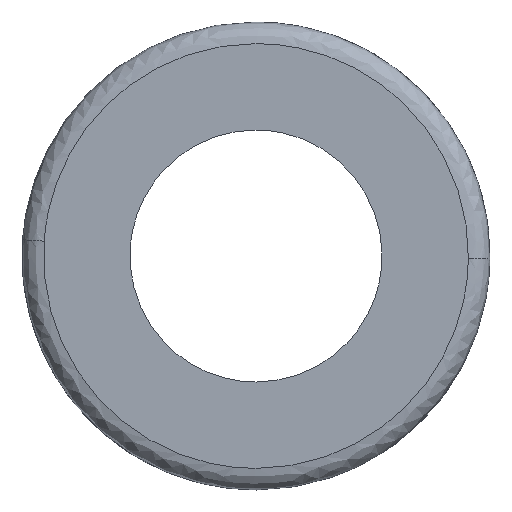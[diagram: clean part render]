
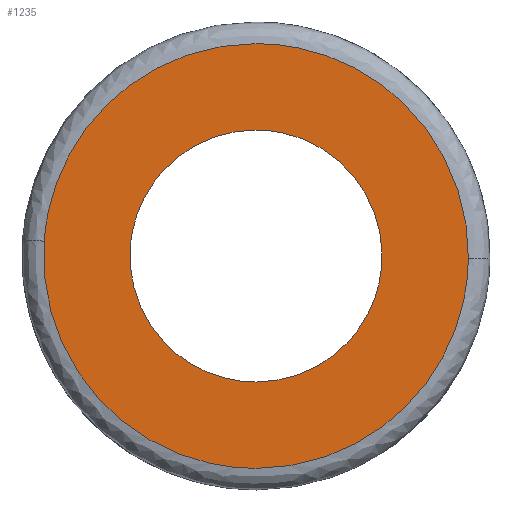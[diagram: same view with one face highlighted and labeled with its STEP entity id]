
A CAD part, front view. The second image highlights one B-rep face of the part: STEP entity #1235.
In plain terms, the highlighted free-form (B-spline) face has degree [1, 1] with [2, 2] control points.
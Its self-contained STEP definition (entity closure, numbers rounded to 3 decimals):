
#705=CARTESIAN_POINT('',(3.476,0.,-0.413));
#706=VERTEX_POINT('',#705);
#712=CARTESIAN_POINT('',(0.0,0.,3.5));
#713=VERTEX_POINT('',#712);
#714=CARTESIAN_POINT('',(3.476,0.,-0.413));
#715=CARTESIAN_POINT('',(3.5,0.,-0.207));
#716=CARTESIAN_POINT('',(3.5,0.,0.));
#717=CARTESIAN_POINT('',(3.5,0.,3.5));
#718=CARTESIAN_POINT('',(0.0,0.,3.5));
#726=(BOUNDED_CURVE()B_SPLINE_CURVE(2,(#714,#715,#716,#717,#718),.UNSPECIFIED.,.F.,.U.)B_SPLINE_CURVE_WITH_KNOTS((3,2,3),(0.23,0.25,0.5),.UNSPECIFIED.)CURVE()GEOMETRIC_REPRESENTATION_ITEM()RATIONAL_B_SPLINE_CURVE((0.956,0.976,1.0,0.707,1.0))REPRESENTATION_ITEM(''));
#727=EDGE_CURVE('',#706,#713,#726,.T.);
#729=CARTESIAN_POINT('',(-3.493,0.,0.214));
#730=VERTEX_POINT('',#729);
#731=CARTESIAN_POINT('',(0.0,0.,3.5));
#732=CARTESIAN_POINT('',(-3.292,0.,3.5));
#733=CARTESIAN_POINT('',(-3.493,0.,0.214));
#741=(BOUNDED_CURVE()B_SPLINE_CURVE(2,(#731,#732,#733),.UNSPECIFIED.,.F.,.U.)B_SPLINE_CURVE_WITH_KNOTS((3,3),(0.5,0.739),.UNSPECIFIED.)CURVE()GEOMETRIC_REPRESENTATION_ITEM()RATIONAL_B_SPLINE_CURVE((1.0,0.72,0.976))REPRESENTATION_ITEM(''));
#742=EDGE_CURVE('',#713,#730,#741,.T.);
#820=CARTESIAN_POINT('',(0.0,0.,-3.5));
#821=VERTEX_POINT('',#820);
#822=CARTESIAN_POINT('',(-3.493,0.,0.214));
#823=CARTESIAN_POINT('',(-3.5,0.,0.107));
#824=CARTESIAN_POINT('',(-3.5,0.,0.));
#825=CARTESIAN_POINT('',(-3.5,0.,-3.5));
#826=CARTESIAN_POINT('',(0.0,0.,-3.5));
#834=(BOUNDED_CURVE()B_SPLINE_CURVE(2,(#822,#823,#824,#825,#826),.UNSPECIFIED.,.F.,.U.)B_SPLINE_CURVE_WITH_KNOTS((3,2,3),(0.739,0.75,1.0),.UNSPECIFIED.)CURVE()GEOMETRIC_REPRESENTATION_ITEM()RATIONAL_B_SPLINE_CURVE((0.976,0.988,1.0,0.707,1.0))REPRESENTATION_ITEM(''));
#835=EDGE_CURVE('',#730,#821,#834,.T.);
#837=CARTESIAN_POINT('',(0.0,0.,-3.5));
#838=CARTESIAN_POINT('',(3.109,0.,-3.5));
#839=CARTESIAN_POINT('',(3.476,0.,-0.413));
#847=(BOUNDED_CURVE()B_SPLINE_CURVE(2,(#837,#838,#839),.UNSPECIFIED.,.F.,.U.)B_SPLINE_CURVE_WITH_KNOTS((3,3),(0.0,0.23),.UNSPECIFIED.)CURVE()GEOMETRIC_REPRESENTATION_ITEM()RATIONAL_B_SPLINE_CURVE((1.0,0.731,0.956))REPRESENTATION_ITEM(''));
#848=EDGE_CURVE('',#821,#706,#847,.T.);
#1041=CARTESIAN_POINT('',(5.9,0.,-0.074));
#1042=VERTEX_POINT('',#1041);
#1056=CARTESIAN_POINT('',(0.0,0.,-5.9));
#1057=VERTEX_POINT('',#1056);
#1058=CARTESIAN_POINT('',(0.0,0.,-5.9));
#1059=CARTESIAN_POINT('',(5.826,0.,-5.9));
#1060=CARTESIAN_POINT('',(5.9,0.,-0.074));
#1068=(BOUNDED_CURVE()B_SPLINE_CURVE(2,(#1058,#1059,#1060),.UNSPECIFIED.,.F.,.U.)B_SPLINE_CURVE_WITH_KNOTS((3,3),(0.0,0.248),.UNSPECIFIED.)CURVE()GEOMETRIC_REPRESENTATION_ITEM()RATIONAL_B_SPLINE_CURVE((1.0,0.71,0.995))REPRESENTATION_ITEM(''));
#1069=EDGE_CURVE('',#1057,#1042,#1068,.T.);
#1071=CARTESIAN_POINT('',(-5.886,0.,0.411));
#1072=VERTEX_POINT('',#1071);
#1073=CARTESIAN_POINT('',(-5.886,0.,0.411));
#1074=CARTESIAN_POINT('',(-5.9,0.,0.206));
#1075=CARTESIAN_POINT('',(-5.9,0.,0.));
#1076=CARTESIAN_POINT('',(-5.9,0.,-5.9));
#1077=CARTESIAN_POINT('',(0.0,0.,-5.9));
#1085=(BOUNDED_CURVE()B_SPLINE_CURVE(2,(#1073,#1074,#1075,#1076,#1077),.UNSPECIFIED.,.F.,.U.)B_SPLINE_CURVE_WITH_KNOTS((3,2,3),(0.738,0.75,1.0),.UNSPECIFIED.)CURVE()GEOMETRIC_REPRESENTATION_ITEM()RATIONAL_B_SPLINE_CURVE((0.973,0.986,1.0,0.707,1.0))REPRESENTATION_ITEM(''));
#1086=EDGE_CURVE('',#1072,#1057,#1085,.T.);
#1129=CARTESIAN_POINT('',(0.0,0.,5.9));
#1130=VERTEX_POINT('',#1129);
#1131=CARTESIAN_POINT('',(0.0,0.,5.9));
#1132=CARTESIAN_POINT('',(-5.502,0.,5.9));
#1133=CARTESIAN_POINT('',(-5.886,0.,0.411));
#1141=(BOUNDED_CURVE()B_SPLINE_CURVE(2,(#1131,#1132,#1133),.UNSPECIFIED.,.F.,.U.)B_SPLINE_CURVE_WITH_KNOTS((3,3),(0.5,0.738),.UNSPECIFIED.)CURVE()GEOMETRIC_REPRESENTATION_ITEM()RATIONAL_B_SPLINE_CURVE((1.0,0.721,0.973))REPRESENTATION_ITEM(''));
#1142=EDGE_CURVE('',#1130,#1072,#1141,.T.);
#1144=CARTESIAN_POINT('',(5.9,0.,-0.074));
#1145=CARTESIAN_POINT('',(5.9,0.,-0.037));
#1146=CARTESIAN_POINT('',(5.9,0.,0.));
#1147=CARTESIAN_POINT('',(5.9,0.,5.9));
#1148=CARTESIAN_POINT('',(0.0,0.,5.9));
#1156=(BOUNDED_CURVE()B_SPLINE_CURVE(2,(#1144,#1145,#1146,#1147,#1148),.UNSPECIFIED.,.F.,.U.)B_SPLINE_CURVE_WITH_KNOTS((3,2,3),(0.248,0.25,0.5),.UNSPECIFIED.)CURVE()GEOMETRIC_REPRESENTATION_ITEM()RATIONAL_B_SPLINE_CURVE((0.995,0.997,1.0,0.707,1.0))REPRESENTATION_ITEM(''));
#1157=EDGE_CURVE('',#1042,#1130,#1156,.T.);
#1218=CARTESIAN_POINT('',(-6.489,0.,-6.489));
#1219=CARTESIAN_POINT('',(-6.489,0.,6.489));
#1220=CARTESIAN_POINT('',(6.489,0.,-6.489));
#1221=CARTESIAN_POINT('',(6.489,0.,6.489));
#1222=B_SPLINE_SURFACE_WITH_KNOTS('',1,1,((#1218,#1220),(#1219,#1221)),.UNSPECIFIED.,.F.,.F.,.U.,(2,2),(2,2),(0.0,12.979),(0.0,12.978),.UNSPECIFIED.);
#1223=ORIENTED_EDGE('',*,*,#1069,.T.);
#1224=ORIENTED_EDGE('',*,*,#1157,.T.);
#1225=ORIENTED_EDGE('',*,*,#1142,.T.);
#1226=ORIENTED_EDGE('',*,*,#1086,.T.);
#1227=EDGE_LOOP('',(#1223,#1224,#1225,#1226));
#1228=FACE_OUTER_BOUND('',#1227,.T.);
#1229=ORIENTED_EDGE('',*,*,#742,.F.);
#1230=ORIENTED_EDGE('',*,*,#727,.F.);
#1231=ORIENTED_EDGE('',*,*,#848,.F.);
#1232=ORIENTED_EDGE('',*,*,#835,.F.);
#1233=EDGE_LOOP('',(#1229,#1230,#1231,#1232));
#1234=FACE_BOUND('',#1233,.T.);
#1235=ADVANCED_FACE('',(#1228,#1234),#1222,.F.);
